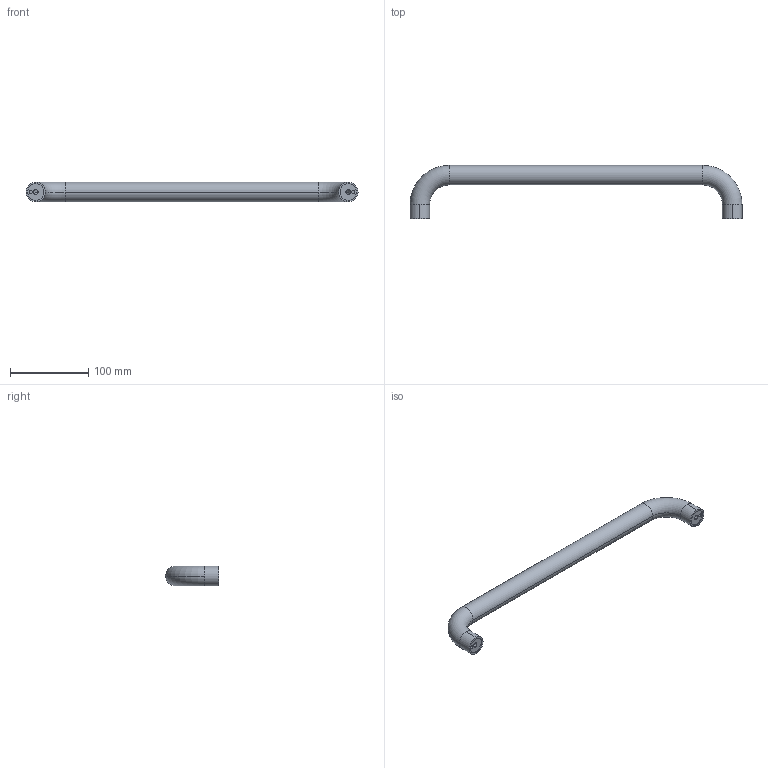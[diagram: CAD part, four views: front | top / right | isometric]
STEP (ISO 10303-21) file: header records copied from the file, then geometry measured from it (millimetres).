
FILE_DESCRIPTION (( 'STEP AP203' ), '1' );
FILE_NAME ('sone3D.STEP', '2014-01-14T05:52:32', ( '' ), ( '' ), 'SwSTEP 2.0', 'SolidWorks 2012', '' );
FILE_SCHEMA (( 'CONFIG_CONTROL_DESIGN' ));
Length unit declared in the file: millimetre
Products named in the file (1): sone3D
Bounding box: 425 x 68 x 25 mm (x, y, z)
Volume: 75459.1 mm3; surface area: 69905.6 mm2
Topology: 1 solids, 1 shells, 40 faces, 88 edges, 56 vertices
Faces by surface type: cylinder 24, torus 8, plane 8
Entity records: 1213 total; most frequent: DIRECTION 234, CARTESIAN_POINT 185, ORIENTED_EDGE 176, AXIS2_PLACEMENT_3D 105, EDGE_CURVE 88, CIRCLE 64, VERTEX_POINT 56, EDGE_LOOP 48
